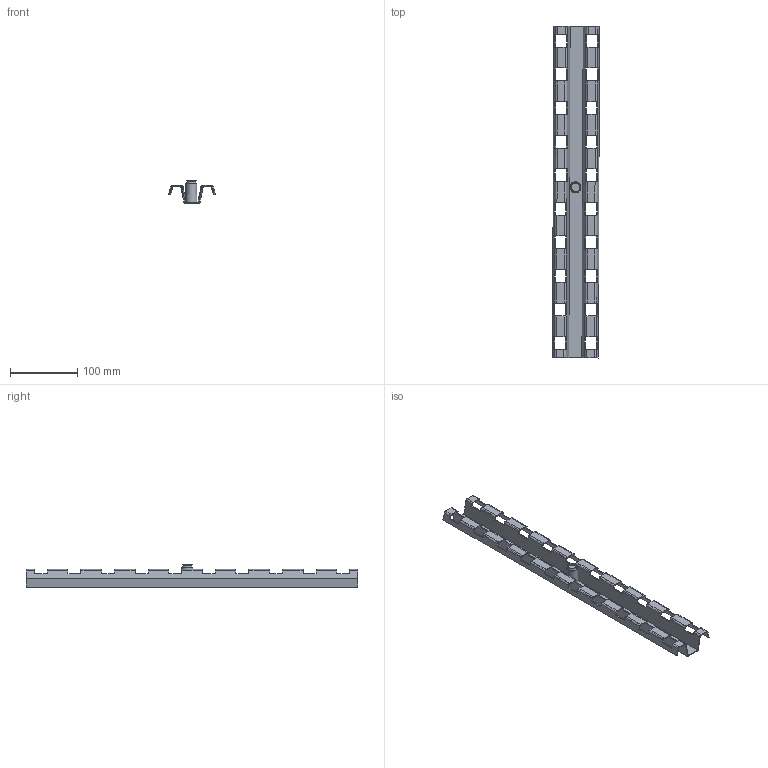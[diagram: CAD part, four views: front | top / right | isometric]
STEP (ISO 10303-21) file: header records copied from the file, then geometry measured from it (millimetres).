
FILE_DESCRIPTION(/* description */ (''),/* implementation_level */ '2;1');
FILE_NAME(/* name */ '586500.stp',/* time_stamp */ '2025-12-05T09:49:53+01:00',/* author */ ('mael.lecharpentier'),/* organization */ (''),/* preprocessor_version */ 'ST-DEVELOPER v20',/* originating_system */ 'AutoCAD Mechanical',/* authorisation */ '');
FILE_SCHEMA (('AUTOMOTIVE_DESIGN { 1 0 10303 214 3 1 1 }'));
Length unit declared in the file: millimetre
Products named in the file (1): Product
Bounding box: 69.93 x 494.25 x 33.08 mm (x, y, z)
Volume: 83410.6 mm3; surface area: 110467.7 mm2
Topology: 1 solids, 1 shells, 187 faces, 669 edges, 445 vertices
Faces by surface type: plane 139, cylinder 44, cone 4
Entity records: 7202 total; most frequent: ORIENTED_EDGE 1338, CARTESIAN_POINT 1302, DIRECTION 1138, EDGE_CURVE 669, LINE 576, VECTOR 576, VERTEX_POINT 445, AXIS2_PLACEMENT_3D 281
